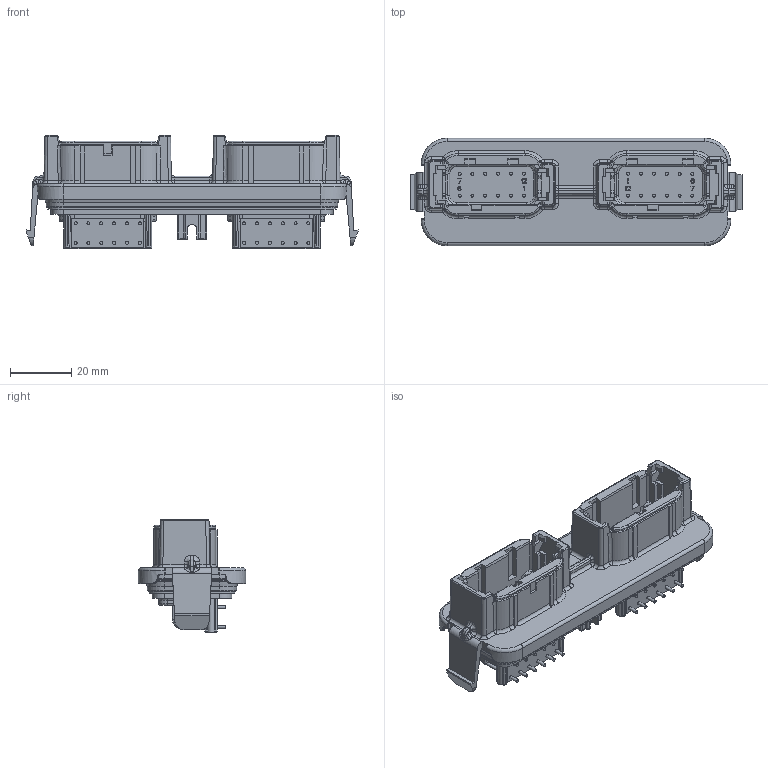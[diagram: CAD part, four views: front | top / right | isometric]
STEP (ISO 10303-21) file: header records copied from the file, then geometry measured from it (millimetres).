
FILE_DESCRIPTION(/* description */ (''),/* implementation_level */ '2;1');
FILE_NAME(/* name */ 'DTM13-12PC-12PD-R008.step',/* time_stamp */ '2023-05-08T01:31:16-03:00',/* author */ (''),/* organization */ (''),/* preprocessor_version */ 'ST-DEVELOPER v19.2',/* originating_system */ 'Autodesk Translation Framework v12.4.0.73',/* authorisation */ '');
FILE_SCHEMA (('AUTOMOTIVE_DESIGN { 1 0 10303 214 3 1 1 }'));
Products named in the file (1): (Não salvo)
Bounding box: 108.31 x 35 x 36.91 mm (x, y, z)
Volume: 41746.5 mm3; surface area: 27021.3 mm2
Topology: 1 solids, 1 shells, 1585 faces, 4076 edges, 2540 vertices
Faces by surface type: plane 812, cylinder 487, torus 142, bspline 92, sphere 36, cone 16
Full cylindrical faces by diameter (mm): 1.003 x84
Entity records: 58297 total; most frequent: CARTESIAN_POINT 19214, DIRECTION 8222, ORIENTED_EDGE 8152, EDGE_CURVE 4076, AXIS2_PLACEMENT_3D 2790, LINE 2642, VECTOR 2642, VERTEX_POINT 2540
